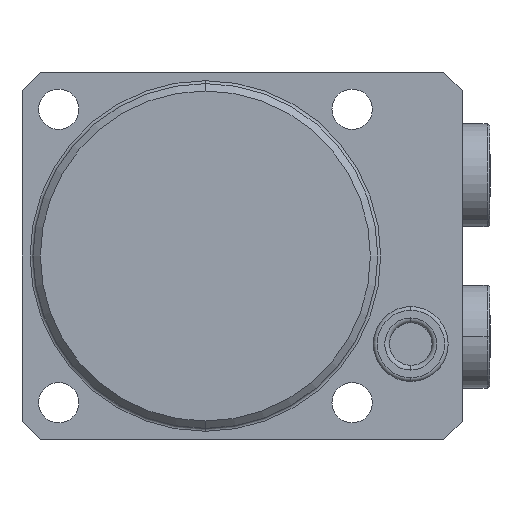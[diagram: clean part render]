
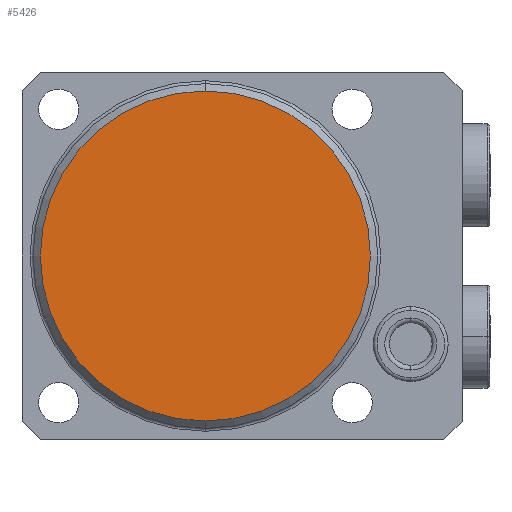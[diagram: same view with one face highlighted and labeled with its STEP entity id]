
A CAD part, front view. The second image highlights one B-rep face of the part: STEP entity #5426.
In plain terms, the highlighted planar face has unit normal (0, -1, 0).
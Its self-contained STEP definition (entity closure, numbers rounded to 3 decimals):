
#724 = VERTEX_POINT ( 'NONE', #8098 ) ;
#997 = VERTEX_POINT ( 'NONE', #7810 ) ;
#1232 = EDGE_LOOP ( 'NONE', ( #1485, #1486 ) ) ;
#1485 = ORIENTED_EDGE ( 'NONE', *, *, #7491, .T. ) ;
#1486 = ORIENTED_EDGE ( 'NONE', *, *, #2002, .T. ) ;
#2002 = EDGE_CURVE ( 'NONE', #724, #997, #5199, .T. ) ;
#2031 = DIRECTION ( 'NONE',  ( 0., 0., 1. ) ) ;
#2056 = DIRECTION ( 'NONE',  ( 0., 1., 0. ) ) ;
#2110 = CARTESIAN_POINT ( 'NONE',  ( 0., -45.5, 0. ) ) ;
#2461 = PLANE ( 'NONE',  #6101 ) ;
#3274 = CIRCLE ( 'NONE', #5862, 22.5 ) ;
#4328 = DIRECTION ( 'NONE',  ( 0., 0., 1. ) ) ;
#4330 = DIRECTION ( 'NONE',  ( 0., -1., 0. ) ) ;
#4331 = CARTESIAN_POINT ( 'NONE',  ( 0., -45.5, 0. ) ) ;
#4927 = FACE_OUTER_BOUND ( 'NONE', #1232, .T. ) ;
#5199 = CIRCLE ( 'NONE', #5631, 22.5 ) ;
#5426 = ADVANCED_FACE ( 'NONE', ( #4927 ), #2461, .F. ) ;
#5631 = AXIS2_PLACEMENT_3D ( 'NONE', #7024, #7023, #7022 ) ;
#5862 = AXIS2_PLACEMENT_3D ( 'NONE', #4331, #4330, #4328 ) ;
#6101 = AXIS2_PLACEMENT_3D ( 'NONE', #2110, #2056, #2031 ) ;
#7022 = DIRECTION ( 'NONE',  ( 0., 0., 1. ) ) ;
#7023 = DIRECTION ( 'NONE',  ( 0., -1., 0. ) ) ;
#7024 = CARTESIAN_POINT ( 'NONE',  ( 0., -45.5, 0. ) ) ;
#7491 = EDGE_CURVE ( 'NONE', #997, #724, #3274, .T. ) ;
#7810 = CARTESIAN_POINT ( 'NONE',  ( 0., -45.5, 22.5 ) ) ;
#8098 = CARTESIAN_POINT ( 'NONE',  ( 0., -45.5, -22.5 ) ) ;
